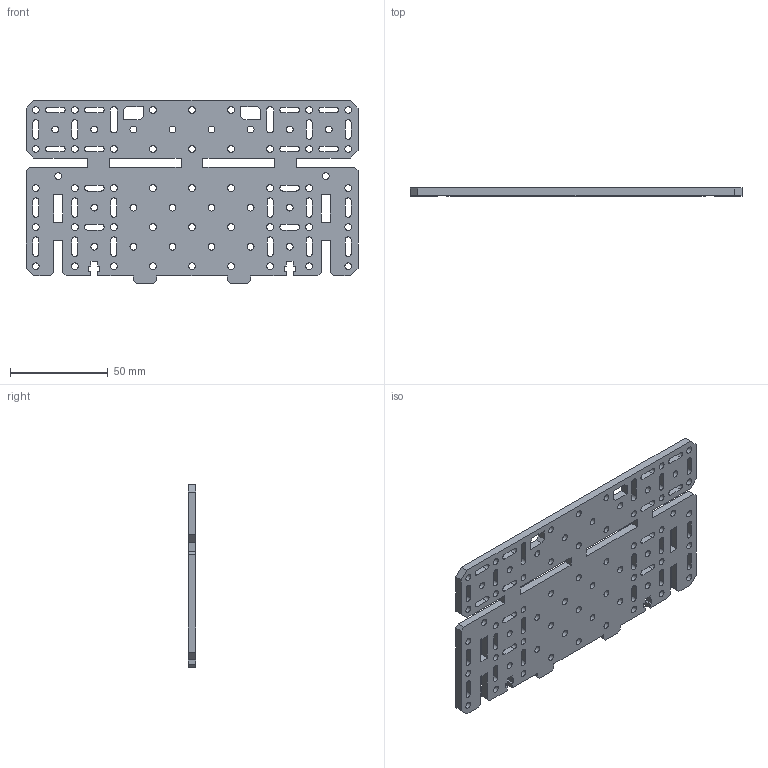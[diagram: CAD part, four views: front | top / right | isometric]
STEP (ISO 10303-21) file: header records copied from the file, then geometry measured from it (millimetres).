
FILE_DESCRIPTION(('STEP AP242'), '1');
FILE_NAME('ﾎ魵瑙韃', '', ('UNSPECIFIED'), ('UNSPECIFIED'), 'C3D Converter', 'C3D Toolkit', '');
FILE_SCHEMA(('AP242_MANAGED_MODEL_BASED_3D_ENGINEERING_MIM_LF { 1 0 10303 442 1 1 4 }'));
Length unit declared in the file: millimetre
Assembly tree (1 placements, depth 2):
  (unnamed)
    (unnamed)
Bounding box: 170 x 4 x 94 mm (x, y, z)
Volume: 50699.5 mm3; surface area: 35302.6 mm2
Topology: 1 solids, 1 shells, 283 faces, 843 edges, 562 vertices
Faces by surface type: plane 158, cylinder 125
Full cylindrical faces by diameter (mm): 3.5 x65
Entity records: 9721 total; most frequent: CARTESIAN_POINT 1625, DIRECTION 1598, ORIENTED_EDGE 1556, EDGE_CURVE 778, VERTEX_POINT 562, EDGE_LOOP 550, AXIS2_PLACEMENT_3D 535, LINE 528
